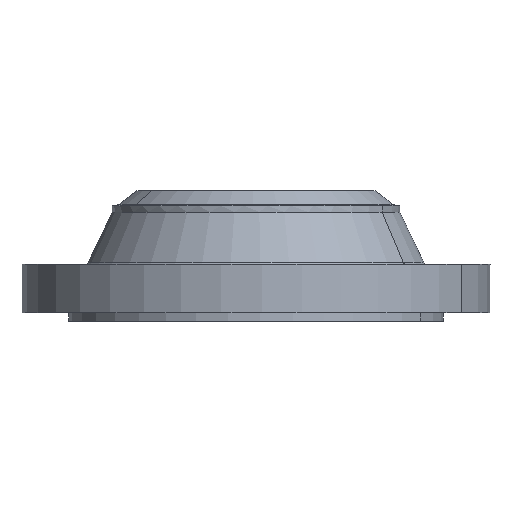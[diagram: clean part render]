
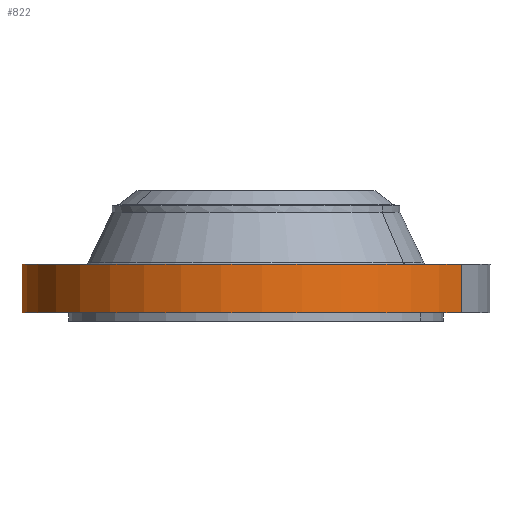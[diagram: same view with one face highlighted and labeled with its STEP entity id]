
A CAD part, left-side view. The second image highlights one B-rep face of the part: STEP entity #822.
In plain terms, the highlighted cylindrical face has radius 222.25 mm (diameter 444.5 mm), a partial arc.
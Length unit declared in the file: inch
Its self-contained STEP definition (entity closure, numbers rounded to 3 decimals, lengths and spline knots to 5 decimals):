
#143=AXIS2_PLACEMENT_3D('Circle Axis2P3D',#141,#142,$) ;
#476=AXIS2_PLACEMENT_3D('Circle Axis2P3D',#474,#475,$) ;
#804=AXIS2_PLACEMENT_3D('Cylinder Axis2P3D',#801,#802,#803) ;
#141=CARTESIAN_POINT('Axis2P3D Location',(0.,0.,0.)) ;
#145=CARTESIAN_POINT('Vertex',(-4.19497,-7.67885,0.)) ;
#147=CARTESIAN_POINT('Vertex',(4.19497,7.67885,0.)) ;
#469=CARTESIAN_POINT('Vertex',(4.19497,7.67885,1.81)) ;
#471=CARTESIAN_POINT('Vertex',(-4.19497,-7.67885,1.81)) ;
#474=CARTESIAN_POINT('Axis2P3D Location',(0.,0.,1.81)) ;
#801=CARTESIAN_POINT('Axis2P3D Location',(0.,0.,2.1235)) ;
#806=CARTESIAN_POINT('Line Origine',(-4.19497,-7.67885,0.905)) ;
#811=CARTESIAN_POINT('Line Origine',(4.19497,7.67885,0.905)) ;
#142=DIRECTION('Axis2P3D Direction',(0.,0.,-0.039)) ;
#475=DIRECTION('Axis2P3D Direction',(0.,0.,-0.039)) ;
#802=DIRECTION('Axis2P3D Direction',(0.,0.,-0.039)) ;
#803=DIRECTION('Axis2P3D XDirection',(-0.019,-0.035,0.)) ;
#807=DIRECTION('Vector Direction',(0.,0.,-0.039)) ;
#812=DIRECTION('Vector Direction',(0.,0.,-0.039)) ;
#808=VECTOR('Line Direction',#807,0.03937) ;
#813=VECTOR('Line Direction',#812,0.03937) ;
#817=ORIENTED_EDGE('',*,*,#149,.F.) ;
#818=ORIENTED_EDGE('',*,*,#810,.T.) ;
#819=ORIENTED_EDGE('',*,*,#478,.T.) ;
#820=ORIENTED_EDGE('',*,*,#815,.F.) ;
#822=ADVANCED_FACE('PartBody',(#821),#805,.T.) ;
#144=CIRCLE('generated circle',#143,8.75) ;
#477=CIRCLE('generated circle',#476,8.75) ;
#805=CYLINDRICAL_SURFACE('generated cylinder',#804,8.75) ;
#149=EDGE_CURVE('',#146,#148,#144,.T.) ;
#478=EDGE_CURVE('',#472,#470,#477,.T.) ;
#810=EDGE_CURVE('',#146,#472,#809,.F.) ;
#815=EDGE_CURVE('',#148,#470,#814,.F.) ;
#816=EDGE_LOOP('',(#817,#818,#819,#820)) ;
#821=FACE_OUTER_BOUND('',#816,.T.) ;
#809=LINE('Line',#806,#808) ;
#814=LINE('Line',#811,#813) ;
#146=VERTEX_POINT('',#145) ;
#148=VERTEX_POINT('',#147) ;
#470=VERTEX_POINT('',#469) ;
#472=VERTEX_POINT('',#471) ;
